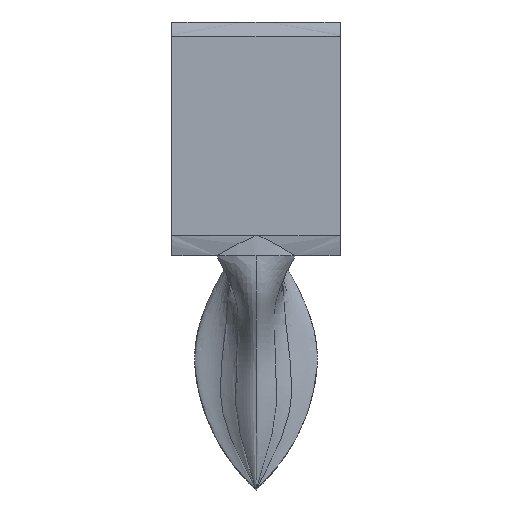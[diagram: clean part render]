
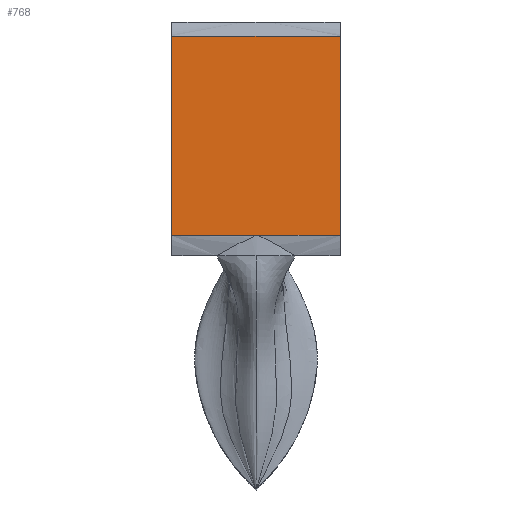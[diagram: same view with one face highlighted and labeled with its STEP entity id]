
A CAD part, top view. The second image highlights one B-rep face of the part: STEP entity #768.
In plain terms, the highlighted planar face has unit normal (0, 0, 1).
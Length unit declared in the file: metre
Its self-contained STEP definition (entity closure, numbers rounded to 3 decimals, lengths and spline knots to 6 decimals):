
#137=FACE_OUTER_BOUND('',#183,.T.);
#183=EDGE_LOOP('',(#689,#690,#691,#692,#693,#694));
#188=LINE('',#897,#216);
#211=LINE('',#8008,#239);
#212=LINE('',#8011,#240);
#213=LINE('',#8032,#241);
#214=LINE('',#8034,#242);
#215=LINE('',#8035,#243);
#216=VECTOR('',#815,0.01);
#239=VECTOR('',#876,0.01);
#240=VECTOR('',#879,0.01);
#241=VECTOR('',#882,0.01);
#242=VECTOR('',#883,0.01);
#243=VECTOR('',#884,0.01);
#286=VERTEX_POINT('',#891);
#287=VERTEX_POINT('',#892);
#355=VERTEX_POINT('',#7989);
#356=VERTEX_POINT('',#7997);
#357=VERTEX_POINT('',#8010);
#358=VERTEX_POINT('',#8033);
#360=EDGE_CURVE('',#287,#286,#188,.T.);
#469=EDGE_CURVE('',#356,#355,#211,.T.);
#470=EDGE_CURVE('',#357,#355,#212,.T.);
#472=EDGE_CURVE('',#286,#357,#213,.T.);
#473=EDGE_CURVE('',#358,#356,#214,.T.);
#474=EDGE_CURVE('',#358,#287,#215,.T.);
#689=ORIENTED_EDGE('',*,*,#472,.T.);
#690=ORIENTED_EDGE('',*,*,#470,.T.);
#691=ORIENTED_EDGE('',*,*,#469,.F.);
#692=ORIENTED_EDGE('',*,*,#473,.F.);
#693=ORIENTED_EDGE('',*,*,#474,.T.);
#694=ORIENTED_EDGE('',*,*,#360,.T.);
#724=PLANE('',#808);
#768=ADVANCED_FACE('',(#137),#724,.T.);
#808=AXIS2_PLACEMENT_3D('',#8031,#880,#881);
#815=DIRECTION('',(1.,0.,0.));
#876=DIRECTION('',(1.,0.,0.));
#879=DIRECTION('',(0.,1.,0.));
#880=DIRECTION('center_axis',(0.,0.,1.));
#881=DIRECTION('ref_axis',(1.,0.,0.));
#882=DIRECTION('',(1.,0.,0.));
#883=DIRECTION('',(0.,1.,0.));
#884=DIRECTION('',(1.,0.,0.));
#891=CARTESIAN_POINT('',(0.019084,2.72,1.));
#892=CARTESIAN_POINT('',(0.,2.72,1.));
#897=CARTESIAN_POINT('',(-0.324272,2.72,1.));
#7989=CARTESIAN_POINT('',(0.9,4.85,1.));
#7997=CARTESIAN_POINT('',(-0.9,4.85,1.));
#8008=CARTESIAN_POINT('',(-0.9,4.85,1.));
#8010=CARTESIAN_POINT('',(0.9,2.72,1.));
#8011=CARTESIAN_POINT('',(0.9,2.5,1.));
#8031=CARTESIAN_POINT('Origin',(-0.9,2.5,1.));
#8032=CARTESIAN_POINT('',(-0.9,2.72,1.));
#8033=CARTESIAN_POINT('',(-0.9,2.72,1.));
#8034=CARTESIAN_POINT('',(-0.9,2.5,1.));
#8035=CARTESIAN_POINT('',(-0.9,2.72,1.));
